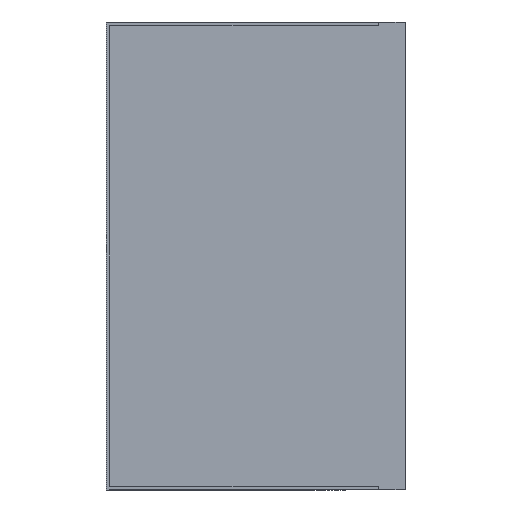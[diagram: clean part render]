
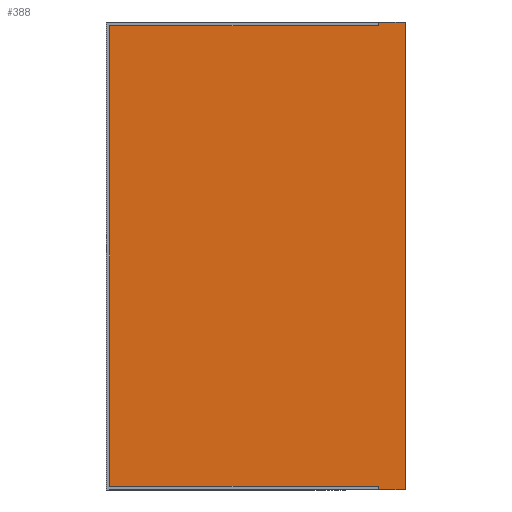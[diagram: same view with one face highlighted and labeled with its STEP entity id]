
A CAD part, left-side view. The second image highlights one B-rep face of the part: STEP entity #388.
In plain terms, the highlighted planar face has unit normal (-1, 0, 0).
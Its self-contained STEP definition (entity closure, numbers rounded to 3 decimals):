
#6 = VERTEX_POINT ( 'NONE', #619 ) ;
#10 = EDGE_CURVE ( 'NONE', #266, #337, #642, .T. ) ;
#11 = LINE ( 'NONE', #466, #847 ) ;
#14 = CARTESIAN_POINT ( 'NONE',  ( 1493.5, -58.3, -1.8 ) ) ;
#17 = CARTESIAN_POINT ( 'NONE',  ( 1493.5, 0., 98. ) ) ;
#38 = LINE ( 'NONE', #296, #369 ) ;
#42 = VERTEX_POINT ( 'NONE', #230 ) ;
#46 = DIRECTION ( 'NONE',  ( 0., 0., 1. ) ) ;
#57 = CARTESIAN_POINT ( 'NONE',  ( 1493.5, -64.3, -1.8 ) ) ;
#65 = VERTEX_POINT ( 'NONE', #298 ) ;
#71 = LINE ( 'NONE', #708, #735 ) ;
#80 = VECTOR ( 'NONE', #610, 1000. ) ;
#84 = VERTEX_POINT ( 'NONE', #766 ) ;
#92 = FACE_OUTER_BOUND ( 'NONE', #594, .T. ) ;
#108 = DIRECTION ( 'NONE',  ( 0., -1., 0. ) ) ;
#132 = ORIENTED_EDGE ( 'NONE', *, *, #613, .F. ) ;
#133 = DIRECTION ( 'NONE',  ( 0., 1., 0. ) ) ;
#136 = LINE ( 'NONE', #638, #813 ) ;
#150 = CARTESIAN_POINT ( 'NONE',  ( 1493.5, -58.3, 99. ) ) ;
#158 = EDGE_CURVE ( 'NONE', #772, #6, #136, .T. ) ;
#159 = CARTESIAN_POINT ( 'NONE',  ( 1493.5, -64.3, 100.931 ) ) ;
#179 = EDGE_CURVE ( 'NONE', #681, #266, #71, .T. ) ;
#222 = DIRECTION ( 'NONE',  ( 0., 0., 1. ) ) ;
#228 = DIRECTION ( 'NONE',  ( 0., 1., 0. ) ) ;
#230 = CARTESIAN_POINT ( 'NONE',  ( 1493.5, -63.5, -1.8 ) ) ;
#243 = VECTOR ( 'NONE', #222, 1000. ) ;
#251 = DIRECTION ( 'NONE',  ( 0., -1., 0. ) ) ;
#266 = VERTEX_POINT ( 'NONE', #385 ) ;
#268 = CARTESIAN_POINT ( 'NONE',  ( 1493.5, 0., 98. ) ) ;
#292 = VECTOR ( 'NONE', #557, 1000. ) ;
#296 = CARTESIAN_POINT ( 'NONE',  ( 1493.5, -64.3, -1.8 ) ) ;
#298 = CARTESIAN_POINT ( 'NONE',  ( 1493.5, -58.3, 99.8 ) ) ;
#314 = EDGE_CURVE ( 'NONE', #84, #318, #746, .T. ) ;
#317 = ORIENTED_EDGE ( 'NONE', *, *, #867, .F. ) ;
#318 = VERTEX_POINT ( 'NONE', #875 ) ;
#329 = ORIENTED_EDGE ( 'NONE', *, *, #713, .F. ) ;
#337 = VERTEX_POINT ( 'NONE', #57 ) ;
#343 = ORIENTED_EDGE ( 'NONE', *, *, #10, .F. ) ;
#346 = VECTOR ( 'NONE', #228, 1000. ) ;
#349 = ORIENTED_EDGE ( 'NONE', *, *, #692, .F. ) ;
#365 = CARTESIAN_POINT ( 'NONE',  ( 1493.5, 0., 99. ) ) ;
#369 = VECTOR ( 'NONE', #622, 1000. ) ;
#385 = CARTESIAN_POINT ( 'NONE',  ( 1493.5, -64.3, 99.8 ) ) ;
#388 = ADVANCED_FACE ( 'NONE', ( #92 ), #663, .F. ) ;
#394 = VECTOR ( 'NONE', #795, 1000. ) ;
#396 = ORIENTED_EDGE ( 'NONE', *, *, #580, .T. ) ;
#398 = EDGE_CURVE ( 'NONE', #681, #65, #11, .T. ) ;
#399 = DIRECTION ( 'NONE',  ( 0., 1., 0. ) ) ;
#438 = ORIENTED_EDGE ( 'NONE', *, *, #398, .T. ) ;
#458 = LINE ( 'NONE', #17, #80 ) ;
#466 = CARTESIAN_POINT ( 'NONE',  ( 1493.5, -64.3, 99.8 ) ) ;
#481 = ORIENTED_EDGE ( 'NONE', *, *, #158, .F. ) ;
#495 = CARTESIAN_POINT ( 'NONE',  ( 1493.5, -64.3, -1.8 ) ) ;
#507 = CARTESIAN_POINT ( 'NONE',  ( 1493.5, -58.3, -1. ) ) ;
#526 = CARTESIAN_POINT ( 'NONE',  ( 1493.5, 0., -1. ) ) ;
#535 = VERTEX_POINT ( 'NONE', #14 ) ;
#556 = CARTESIAN_POINT ( 'NONE',  ( 1493.5, -63.5, 99.8 ) ) ;
#557 = DIRECTION ( 'NONE',  ( 0., 0., -1. ) ) ;
#580 = EDGE_CURVE ( 'NONE', #772, #318, #458, .T. ) ;
#583 = VECTOR ( 'NONE', #46, 1000. ) ;
#593 = ORIENTED_EDGE ( 'NONE', *, *, #314, .F. ) ;
#594 = EDGE_LOOP ( 'NONE', ( #481, #396, #593, #317, #329, #349, #343, #615, #438, #132 ) ) ;
#610 = DIRECTION ( 'NONE',  ( 0., 0., -1. ) ) ;
#613 = EDGE_CURVE ( 'NONE', #6, #65, #796, .T. ) ;
#615 = ORIENTED_EDGE ( 'NONE', *, *, #179, .F. ) ;
#619 = CARTESIAN_POINT ( 'NONE',  ( 1493.5, -58.3, 99. ) ) ;
#622 = DIRECTION ( 'NONE',  ( 0., 1., 0. ) ) ;
#638 = CARTESIAN_POINT ( 'NONE',  ( 1493.5, 0., 99. ) ) ;
#642 = LINE ( 'NONE', #159, #292 ) ;
#663 = PLANE ( 'NONE',  #854 ) ;
#681 = VERTEX_POINT ( 'NONE', #556 ) ;
#684 = LINE ( 'NONE', #495, #346 ) ;
#692 = EDGE_CURVE ( 'NONE', #337, #42, #38, .T. ) ;
#708 = CARTESIAN_POINT ( 'NONE',  ( 1493.5, -64.3, 99.8 ) ) ;
#713 = EDGE_CURVE ( 'NONE', #42, #535, #684, .T. ) ;
#735 = VECTOR ( 'NONE', #108, 1000. ) ;
#746 = LINE ( 'NONE', #526, #394 ) ;
#757 = LINE ( 'NONE', #507, #583 ) ;
#766 = CARTESIAN_POINT ( 'NONE',  ( 1493.5, -58.3, -1. ) ) ;
#772 = VERTEX_POINT ( 'NONE', #365 ) ;
#795 = DIRECTION ( 'NONE',  ( 0., 1., 0. ) ) ;
#796 = LINE ( 'NONE', #150, #243 ) ;
#806 = DIRECTION ( 'NONE',  ( 1., 0., 0. ) ) ;
#813 = VECTOR ( 'NONE', #251, 1000. ) ;
#847 = VECTOR ( 'NONE', #133, 1000. ) ;
#854 = AXIS2_PLACEMENT_3D ( 'NONE', #268, #806, #399 ) ;
#867 = EDGE_CURVE ( 'NONE', #535, #84, #757, .T. ) ;
#875 = CARTESIAN_POINT ( 'NONE',  ( 1493.5, 0., -1. ) ) ;
